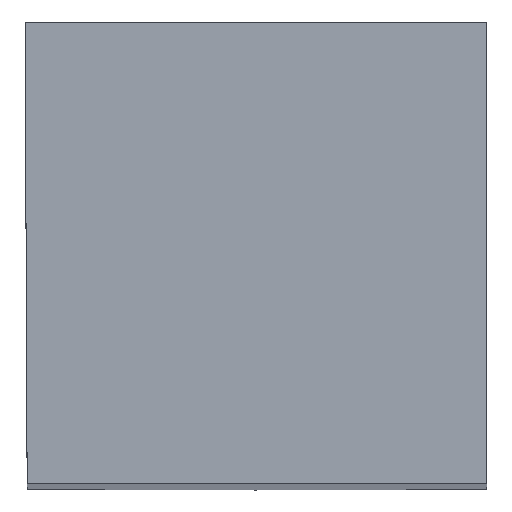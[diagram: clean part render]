
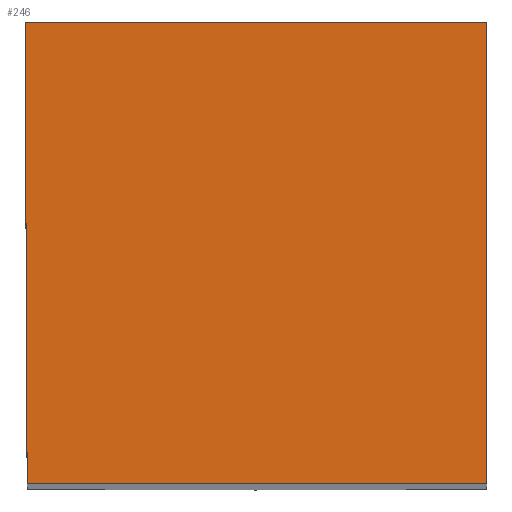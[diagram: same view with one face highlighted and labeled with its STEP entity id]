
A CAD part, top view. The second image highlights one B-rep face of the part: STEP entity #246.
In plain terms, the highlighted planar face has unit normal (0, 0, 1).
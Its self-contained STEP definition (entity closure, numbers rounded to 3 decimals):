
#123=LINE('',#1062,#171);
#124=LINE('',#1064,#172);
#125=LINE('',#1066,#173);
#126=LINE('',#1068,#174);
#171=VECTOR('',#872,1.);
#172=VECTOR('',#875,1.);
#173=VECTOR('',#876,1.);
#174=VECTOR('',#877,1.);
#215=FACE_OUTER_BOUND('',#338,.T.);
#246=ADVANCED_FACE('',(#215),#275,.F.);
#275=PLANE('',#761);
#338=EDGE_LOOP('',(#405,#406,#407,#408));
#405=ORIENTED_EDGE('',*,*,#590,.T.);
#406=ORIENTED_EDGE('',*,*,#591,.T.);
#407=ORIENTED_EDGE('',*,*,#592,.F.);
#408=ORIENTED_EDGE('',*,*,#593,.T.);
#532=VERTEX_POINT('',#1057);
#534=VERTEX_POINT('',#1061);
#535=VERTEX_POINT('',#1065);
#536=VERTEX_POINT('',#1067);
#590=EDGE_CURVE('',#532,#534,#123,.T.);
#591=EDGE_CURVE('',#534,#535,#124,.T.);
#592=EDGE_CURVE('',#536,#535,#125,.T.);
#593=EDGE_CURVE('',#536,#532,#126,.T.);
#761=AXIS2_PLACEMENT_3D('',#1069,#878,#879);
#872=DIRECTION('',(-1.,0.,0.));
#875=DIRECTION('',(0.004,-1.,0.));
#876=DIRECTION('',(-1.,0.,0.));
#877=DIRECTION('',(0.,1.,0.));
#878=DIRECTION('',(0.,0.,-1.));
#879=DIRECTION('',(-1.,0.,0.));
#1057=CARTESIAN_POINT('',(-0.05,15.95,0.));
#1061=CARTESIAN_POINT('',(-16.,15.95,0.));
#1062=CARTESIAN_POINT('',(2.,15.95,0.));
#1064=CARTESIAN_POINT('',(-16.,15.95,0.));
#1065=CARTESIAN_POINT('',(-15.93,0.,0.));
#1066=CARTESIAN_POINT('',(2.,0.,0.));
#1067=CARTESIAN_POINT('',(-0.05,0.,0.));
#1068=CARTESIAN_POINT('',(-0.05,-2.,0.));
#1069=CARTESIAN_POINT('',(1.95,17.95,0.));
